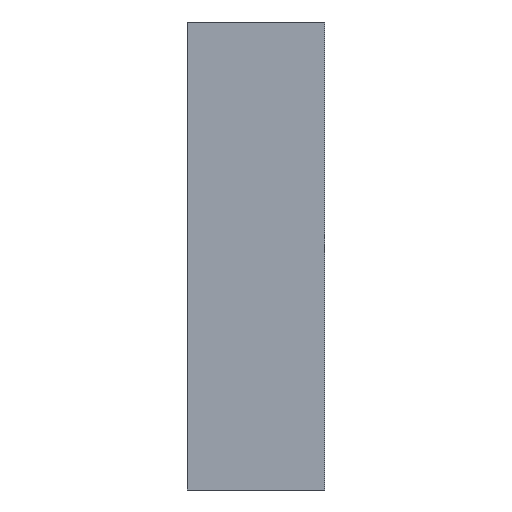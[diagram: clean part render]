
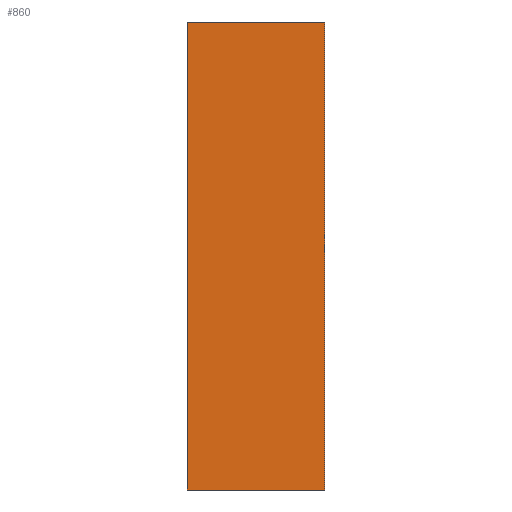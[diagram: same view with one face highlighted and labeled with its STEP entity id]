
A CAD part, left-side view. The second image highlights one B-rep face of the part: STEP entity #860.
In plain terms, the highlighted planar face has unit normal (-1, 0, 0).
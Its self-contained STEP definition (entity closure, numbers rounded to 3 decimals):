
#198 = CARTESIAN_POINT ( 'NONE',  ( -52., 0., 0. ) ) ;
#326 = ORIENTED_EDGE ( 'NONE', *, *, #6085, .T. ) ;
#860 = ADVANCED_FACE ( 'NONE', ( #5253 ), #5720, .F. ) ;
#942 = ORIENTED_EDGE ( 'NONE', *, *, #3167, .F. ) ;
#1346 = CARTESIAN_POINT ( 'NONE',  ( -52., 18., 0. ) ) ;
#1397 = CARTESIAN_POINT ( 'NONE',  ( -52., 18.75, 32. ) ) ;
#1726 = EDGE_LOOP ( 'NONE', ( #9769, #3094, #942, #326 ) ) ;
#2104 = EDGE_CURVE ( 'NONE', #9479, #7811, #8823, .T. ) ;
#2145 = LINE ( 'NONE', #2345, #6566 ) ;
#2345 = CARTESIAN_POINT ( 'NONE',  ( -52., 18., -32. ) ) ;
#2398 = DIRECTION ( 'NONE',  ( 1., 0., 0. ) ) ;
#2501 = CARTESIAN_POINT ( 'NONE',  ( -52., 18., 32. ) ) ;
#2913 = CARTESIAN_POINT ( 'NONE',  ( -52., 0., -32. ) ) ;
#3094 = ORIENTED_EDGE ( 'NONE', *, *, #2104, .F. ) ;
#3167 = EDGE_CURVE ( 'NONE', #6518, #9479, #8544, .T. ) ;
#3236 = CARTESIAN_POINT ( 'NONE',  ( -52., 0., 32. ) ) ;
#3766 = DIRECTION ( 'NONE',  ( 0., 0., 1. ) ) ;
#4075 = DIRECTION ( 'NONE',  ( 0., -1., 0. ) ) ;
#4179 = AXIS2_PLACEMENT_3D ( 'NONE', #1346, #2398, #8922 ) ;
#4533 = CARTESIAN_POINT ( 'NONE',  ( -52., 18.75, 32. ) ) ;
#4705 = VECTOR ( 'NONE', #5190, 1000. ) ;
#5190 = DIRECTION ( 'NONE',  ( 0., 0., 1. ) ) ;
#5253 = FACE_OUTER_BOUND ( 'NONE', #1726, .T. ) ;
#5720 = PLANE ( 'NONE',  #4179 ) ;
#6085 = EDGE_CURVE ( 'NONE', #6518, #10056, #2145, .T. ) ;
#6375 = VECTOR ( 'NONE', #8273, 1000. ) ;
#6518 = VERTEX_POINT ( 'NONE', #10088 ) ;
#6566 = VECTOR ( 'NONE', #4075, 1000. ) ;
#6632 = VECTOR ( 'NONE', #3766, 1000. ) ;
#7481 = EDGE_CURVE ( 'NONE', #10056, #7811, #9104, .T. ) ;
#7811 = VERTEX_POINT ( 'NONE', #3236 ) ;
#8273 = DIRECTION ( 'NONE',  ( 0., -1., 0. ) ) ;
#8544 = LINE ( 'NONE', #4533, #6632 ) ;
#8823 = LINE ( 'NONE', #2501, #6375 ) ;
#8922 = DIRECTION ( 'NONE',  ( 0., 0., -1. ) ) ;
#9104 = LINE ( 'NONE', #198, #4705 ) ;
#9479 = VERTEX_POINT ( 'NONE', #1397 ) ;
#9769 = ORIENTED_EDGE ( 'NONE', *, *, #7481, .T. ) ;
#10056 = VERTEX_POINT ( 'NONE', #2913 ) ;
#10088 = CARTESIAN_POINT ( 'NONE',  ( -52., 18.75, -32. ) ) ;
